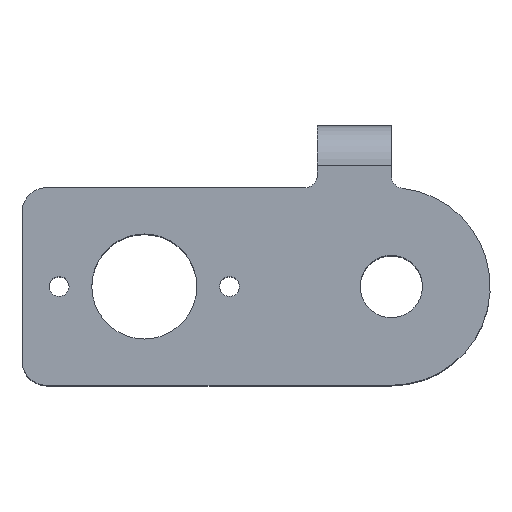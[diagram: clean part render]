
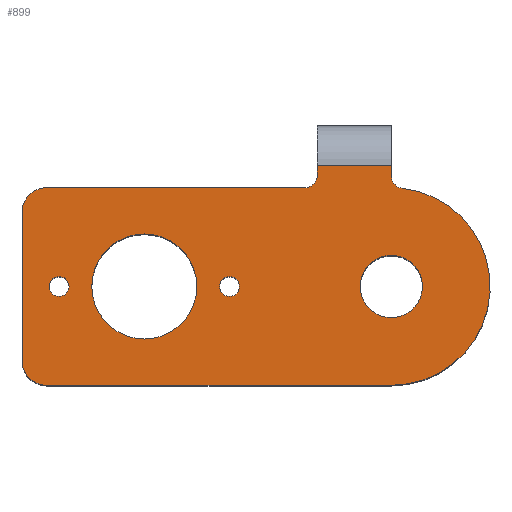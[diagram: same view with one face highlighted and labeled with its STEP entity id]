
A CAD part, top view. The second image highlights one B-rep face of the part: STEP entity #899.
In plain terms, the highlighted planar face has unit normal (0, 0, 1).
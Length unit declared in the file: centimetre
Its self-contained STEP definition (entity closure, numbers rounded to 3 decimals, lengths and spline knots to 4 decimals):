
#27=FACE_BOUND('',#186,.T.);
#28=FACE_BOUND('',#187,.T.);
#29=FACE_BOUND('',#188,.T.);
#30=FACE_BOUND('',#189,.T.);
#52=PLANE('',#1007);
#123=FACE_OUTER_BOUND('',#185,.T.);
#185=EDGE_LOOP('',(#795,#796,#797,#798,#799,#800,#801,#802,#803,#804,#805));
#186=EDGE_LOOP('',(#806));
#187=EDGE_LOOP('',(#807));
#188=EDGE_LOOP('',(#808));
#189=EDGE_LOOP('',(#809));
#249=LINE('',#1482,#321);
#256=LINE('',#1500,#328);
#257=LINE('',#1503,#329);
#262=LINE('',#1519,#334);
#263=LINE('',#1523,#335);
#264=LINE('',#1527,#336);
#321=VECTOR('',#1215,1.);
#328=VECTOR('',#1230,1.);
#329=VECTOR('',#1235,1.);
#334=VECTOR('',#1258,1.);
#335=VECTOR('',#1261,1.);
#336=VECTOR('',#1264,1.);
#379=CIRCLE('',#984,0.2559);
#381=CIRCLE('',#987,0.2559);
#383=CIRCLE('',#990,0.3175);
#386=CIRCLE('',#995,0.3175);
#391=CIRCLE('',#1008,0.635);
#392=CIRCLE('',#1009,0.635);
#393=CIRCLE('',#1010,2.54);
#394=CIRCLE('',#1011,1.35);
#395=CIRCLE('',#1012,0.8);
#448=VERTEX_POINT('',#1460);
#450=VERTEX_POINT('',#1466);
#452=VERTEX_POINT('',#1472);
#453=VERTEX_POINT('',#1473);
#456=VERTEX_POINT('',#1481);
#460=VERTEX_POINT('',#1490);
#461=VERTEX_POINT('',#1492);
#463=VERTEX_POINT('',#1498);
#465=VERTEX_POINT('',#1518);
#466=VERTEX_POINT('',#1520);
#467=VERTEX_POINT('',#1522);
#468=VERTEX_POINT('',#1524);
#469=VERTEX_POINT('',#1526);
#470=VERTEX_POINT('',#1529);
#471=VERTEX_POINT('',#1531);
#553=EDGE_CURVE('',#448,#448,#379,.T.);
#556=EDGE_CURVE('',#450,#450,#381,.T.);
#559=EDGE_CURVE('',#452,#453,#383,.T.);
#563=EDGE_CURVE('',#453,#456,#249,.T.);
#568=EDGE_CURVE('',#460,#461,#386,.T.);
#572=EDGE_CURVE('',#460,#463,#256,.T.);
#574=EDGE_CURVE('',#463,#456,#257,.T.);
#582=EDGE_CURVE('',#452,#465,#262,.T.);
#583=EDGE_CURVE('',#465,#466,#391,.T.);
#584=EDGE_CURVE('',#466,#467,#263,.T.);
#585=EDGE_CURVE('',#467,#468,#392,.T.);
#586=EDGE_CURVE('',#468,#469,#264,.T.);
#587=EDGE_CURVE('',#469,#461,#393,.T.);
#588=EDGE_CURVE('',#470,#470,#394,.T.);
#589=EDGE_CURVE('',#471,#471,#395,.T.);
#795=ORIENTED_EDGE('',*,*,#574,.T.);
#796=ORIENTED_EDGE('',*,*,#563,.F.);
#797=ORIENTED_EDGE('',*,*,#559,.F.);
#798=ORIENTED_EDGE('',*,*,#582,.T.);
#799=ORIENTED_EDGE('',*,*,#583,.T.);
#800=ORIENTED_EDGE('',*,*,#584,.T.);
#801=ORIENTED_EDGE('',*,*,#585,.T.);
#802=ORIENTED_EDGE('',*,*,#586,.T.);
#803=ORIENTED_EDGE('',*,*,#587,.T.);
#804=ORIENTED_EDGE('',*,*,#568,.F.);
#805=ORIENTED_EDGE('',*,*,#572,.T.);
#806=ORIENTED_EDGE('',*,*,#553,.T.);
#807=ORIENTED_EDGE('',*,*,#556,.T.);
#808=ORIENTED_EDGE('',*,*,#588,.T.);
#809=ORIENTED_EDGE('',*,*,#589,.T.);
#899=ADVANCED_FACE('',(#123,#27,#28,#29,#30),#52,.T.);
#984=AXIS2_PLACEMENT_3D('',#1461,#1193,#1194);
#987=AXIS2_PLACEMENT_3D('',#1467,#1200,#1201);
#990=AXIS2_PLACEMENT_3D('',#1474,#1207,#1208);
#995=AXIS2_PLACEMENT_3D('',#1493,#1223,#1224);
#1007=AXIS2_PLACEMENT_3D('',#1517,#1256,#1257);
#1008=AXIS2_PLACEMENT_3D('',#1521,#1259,#1260);
#1009=AXIS2_PLACEMENT_3D('',#1525,#1262,#1263);
#1010=AXIS2_PLACEMENT_3D('',#1528,#1265,#1266);
#1011=AXIS2_PLACEMENT_3D('',#1530,#1267,#1268);
#1012=AXIS2_PLACEMENT_3D('',#1532,#1269,#1270);
#1193=DIRECTION('center_axis',(0.,0.,-1.));
#1194=DIRECTION('ref_axis',(1.,0.,0.));
#1200=DIRECTION('center_axis',(0.,0.,-1.));
#1201=DIRECTION('ref_axis',(1.,0.,0.));
#1207=DIRECTION('center_axis',(0.,0.,1.));
#1208=DIRECTION('ref_axis',(0.707,-0.707,0.));
#1215=DIRECTION('',(0.,1.,0.));
#1223=DIRECTION('center_axis',(0.,0.,1.));
#1224=DIRECTION('ref_axis',(-0.745,-0.667,0.));
#1230=DIRECTION('',(0.,1.,0.));
#1235=DIRECTION('',(-1.,0.,0.));
#1256=DIRECTION('center_axis',(0.,0.,1.));
#1257=DIRECTION('ref_axis',(1.,0.,0.));
#1258=DIRECTION('',(-1.,0.,0.));
#1259=DIRECTION('center_axis',(0.,0.,1.));
#1260=DIRECTION('ref_axis',(0.,1.,0.));
#1261=DIRECTION('',(0.,-1.,0.));
#1262=DIRECTION('center_axis',(0.,0.,1.));
#1263=DIRECTION('ref_axis',(-1.,0.,0.));
#1264=DIRECTION('',(1.,0.,0.));
#1265=DIRECTION('center_axis',(0.,0.,1.));
#1266=DIRECTION('ref_axis',(0.,-1.,0.));
#1267=DIRECTION('center_axis',(0.,0.,-1.));
#1268=DIRECTION('ref_axis',(1.,0.,0.));
#1269=DIRECTION('center_axis',(0.,0.,-1.));
#1270=DIRECTION('ref_axis',(1.,0.,0.));
#1460=CARTESIAN_POINT('',(1.9348,2.54,5.3975));
#1461=CARTESIAN_POINT('Origin',(2.1908,2.54,5.3975));
#1466=CARTESIAN_POINT('',(-2.4467,2.54,5.3975));
#1467=CARTESIAN_POINT('Origin',(-2.1908,2.54,5.3975));
#1472=CARTESIAN_POINT('',(4.1275,5.08,5.3975));
#1473=CARTESIAN_POINT('',(4.445,5.3975,5.3975));
#1474=CARTESIAN_POINT('Origin',(4.1275,5.3975,5.3975));
#1481=CARTESIAN_POINT('',(4.445,5.6515,5.3975));
#1482=CARTESIAN_POINT('',(4.445,5.08,5.3975));
#1490=CARTESIAN_POINT('',(6.35,5.3798,5.3975));
#1492=CARTESIAN_POINT('',(6.6322,5.0643,5.3975));
#1493=CARTESIAN_POINT('Origin',(6.6675,5.3798,5.3975));
#1498=CARTESIAN_POINT('',(6.35,5.6515,5.3975));
#1500=CARTESIAN_POINT('',(6.35,5.08,5.3975));
#1503=CARTESIAN_POINT('',(2.2225,5.6515,5.3975));
#1517=CARTESIAN_POINT('Origin',(0.,2.54,5.3975));
#1518=CARTESIAN_POINT('',(-2.5083,5.08,5.3975));
#1519=CARTESIAN_POINT('',(-2.5083,5.08,5.3975));
#1520=CARTESIAN_POINT('',(-3.1433,4.445,5.3975));
#1521=CARTESIAN_POINT('Origin',(-2.5083,4.445,5.3975));
#1522=CARTESIAN_POINT('',(-3.1433,0.635,5.3975));
#1523=CARTESIAN_POINT('',(-3.1433,0.635,5.3975));
#1524=CARTESIAN_POINT('',(-2.5083,0.,5.3975));
#1525=CARTESIAN_POINT('Origin',(-2.5083,0.635,5.3975));
#1526=CARTESIAN_POINT('',(6.35,0.,5.3975));
#1527=CARTESIAN_POINT('',(6.35,0.,5.3975));
#1528=CARTESIAN_POINT('Origin',(6.35,2.54,5.3975));
#1529=CARTESIAN_POINT('',(-1.35,2.54,5.3975));
#1530=CARTESIAN_POINT('Origin',(0.,2.54,5.3975));
#1531=CARTESIAN_POINT('',(5.55,2.54,5.3975));
#1532=CARTESIAN_POINT('Origin',(6.35,2.54,5.3975));
